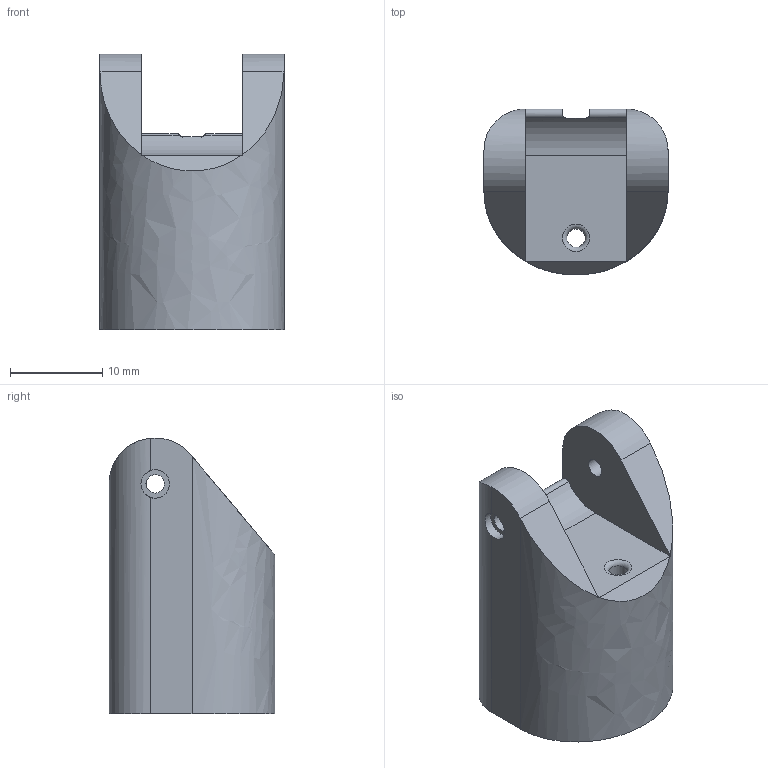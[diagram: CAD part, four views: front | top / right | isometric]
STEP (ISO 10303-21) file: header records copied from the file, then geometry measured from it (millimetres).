
FILE_DESCRIPTION(/* description */ (''),/* implementation_level */ '2;1');
FILE_NAME(/* name */ '3 v5.step',/* time_stamp */ '2022-03-05T21:48:14+03:00',/* author */ (''),/* organization */ (''),/* preprocessor_version */ 'ST-DEVELOPER v18.1',/* originating_system */ 'Autodesk Translation Framework v10.13.0.1454',/* authorisation */ '');
FILE_SCHEMA (('AUTOMOTIVE_DESIGN { 1 0 10303 214 3 1 1 }'));
Length unit declared in the file: millimetre
Products named in the file (1): 3
Bounding box: 20 x 18 x 29.99 mm (x, y, z)
Volume: 6838.9 mm3; surface area: 2632.5 mm2
Topology: 1 solids, 1 shells, 30 faces, 85 edges, 56 vertices
Faces by surface type: plane 15, cylinder 13, torus 1, bspline 1
Full cylindrical faces by diameter (mm): 2 x3, 3.1 x1
Entity records: 1087 total; most frequent: CARTESIAN_POINT 245, DIRECTION 172, ORIENTED_EDGE 170, EDGE_CURVE 85, AXIS2_PLACEMENT_3D 64, VERTEX_POINT 56, LINE 44, VECTOR 44
